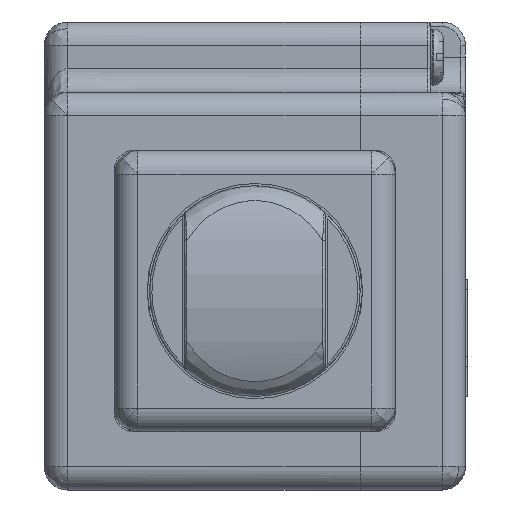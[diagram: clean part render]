
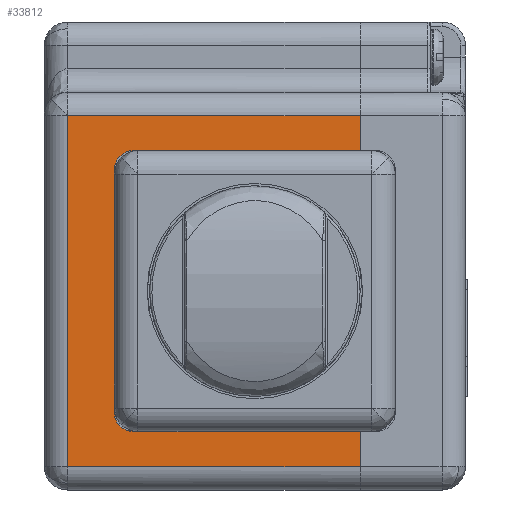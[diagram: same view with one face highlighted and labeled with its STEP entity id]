
A CAD part, front view. The second image highlights one B-rep face of the part: STEP entity #33812.
In plain terms, the highlighted planar face has unit normal (0, -1, 0).
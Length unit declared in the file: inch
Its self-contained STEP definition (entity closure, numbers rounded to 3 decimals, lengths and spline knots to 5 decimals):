
#3 = LINE ( 'NONE', #24936, #34944 ) ;
#169 = VECTOR ( 'NONE', #5271, 39.37008 ) ;
#886 = LINE ( 'NONE', #26643, #51444 ) ;
#2705 = LINE ( 'NONE', #32558, #32480 ) ;
#3249 = DIRECTION ( 'NONE',  ( 0., 0., 1. ) ) ;
#3265 = VERTEX_POINT ( 'NONE', #34134 ) ;
#3284 = EDGE_CURVE ( 'NONE', #21138, #31126, #3, .T. ) ;
#3590 = AXIS2_PLACEMENT_3D ( 'NONE', #31445, #35773, #10498 ) ;
#5098 = ORIENTED_EDGE ( 'NONE', *, *, #44396, .T. ) ;
#5271 = DIRECTION ( 'NONE',  ( 1., 0., 0. ) ) ;
#7991 = VERTEX_POINT ( 'NONE', #11158 ) ;
#8876 = EDGE_CURVE ( 'NONE', #30740, #3265, #886, .T. ) ;
#10498 = DIRECTION ( 'NONE',  ( 0., 0., 1. ) ) ;
#11158 = CARTESIAN_POINT ( 'NONE',  ( 0.17717, -0.25984, 0.23622 ) ) ;
#11219 = FACE_OUTER_BOUND ( 'NONE', #46980, .T. ) ;
#11510 = CARTESIAN_POINT ( 'NONE',  ( 0., -0.25984, -0.33465 ) ) ;
#12922 = DIRECTION ( 'NONE',  ( 0., 0., -1. ) ) ;
#13639 = ORIENTED_EDGE ( 'NONE', *, *, #3284, .T. ) ;
#15710 = CIRCLE ( 'NONE', #3590, 0.0315 ) ;
#16488 = CARTESIAN_POINT ( 'NONE',  ( -0.31496, -0.25984, -0.29528 ) ) ;
#16928 = AXIS2_PLACEMENT_3D ( 'NONE', #33662, #17116, #46197 ) ;
#17010 = LINE ( 'NONE', #21635, #21740 ) ;
#17116 = DIRECTION ( 'NONE',  ( 0., 1., 0. ) ) ;
#17263 = CARTESIAN_POINT ( 'NONE',  ( 0.17717, -0.25984, -0.33465 ) ) ;
#17384 = DIRECTION ( 'NONE',  ( -1., 0., 0. ) ) ;
#17559 = EDGE_CURVE ( 'NONE', #37746, #49839, #15710, .T. ) ;
#18081 = LINE ( 'NONE', #46870, #40943 ) ;
#19695 = VERTEX_POINT ( 'NONE', #50573 ) ;
#19710 = AXIS2_PLACEMENT_3D ( 'NONE', #11510, #20234, #28116 ) ;
#20234 = DIRECTION ( 'NONE',  ( 0., -1., 0. ) ) ;
#20344 = LINE ( 'NONE', #36588, #26422 ) ;
#20919 = CARTESIAN_POINT ( 'NONE',  ( -0.20472, -0.25984, 0.23622 ) ) ;
#21044 = EDGE_CURVE ( 'NONE', #21138, #3265, #20344, .T. ) ;
#21138 = VERTEX_POINT ( 'NONE', #16488 ) ;
#21393 = DIRECTION ( 'NONE',  ( -1., 0., 0. ) ) ;
#21635 = CARTESIAN_POINT ( 'NONE',  ( 0., -0.25984, -0.23622 ) ) ;
#21740 = VECTOR ( 'NONE', #21393, 39.37008 ) ;
#23760 = PLANE ( 'NONE',  #19710 ) ;
#24936 = CARTESIAN_POINT ( 'NONE',  ( 0., -0.25984, -0.29528 ) ) ;
#26210 = EDGE_CURVE ( 'NONE', #19695, #37746, #18081, .T. ) ;
#26422 = VECTOR ( 'NONE', #3249, 39.37008 ) ;
#26643 = CARTESIAN_POINT ( 'NONE',  ( 0., -0.25984, 0.29528 ) ) ;
#26945 = ORIENTED_EDGE ( 'NONE', *, *, #17559, .T. ) ;
#27034 = DIRECTION ( 'NONE',  ( 0., 0., 1. ) ) ;
#27075 = ORIENTED_EDGE ( 'NONE', *, *, #41961, .T. ) ;
#27668 = CARTESIAN_POINT ( 'NONE',  ( -0.20472, -0.25984, -0.23622 ) ) ;
#27754 = ORIENTED_EDGE ( 'NONE', *, *, #48749, .T. ) ;
#28116 = DIRECTION ( 'NONE',  ( 0., 0., -1. ) ) ;
#28626 = EDGE_CURVE ( 'NONE', #45135, #31126, #37648, .T. ) ;
#29717 = ORIENTED_EDGE ( 'NONE', *, *, #26210, .T. ) ;
#30137 = VERTEX_POINT ( 'NONE', #27668 ) ;
#30740 = VERTEX_POINT ( 'NONE', #45725 ) ;
#31126 = VERTEX_POINT ( 'NONE', #49848 ) ;
#31445 = CARTESIAN_POINT ( 'NONE',  ( -0.20472, -0.25984, 0.20472 ) ) ;
#31694 = EDGE_CURVE ( 'NONE', #7991, #30740, #2705, .T. ) ;
#32480 = VECTOR ( 'NONE', #53484, 39.37008 ) ;
#32558 = CARTESIAN_POINT ( 'NONE',  ( 0.17717, -0.25984, -0.33465 ) ) ;
#33662 = CARTESIAN_POINT ( 'NONE',  ( -0.20472, -0.25984, -0.20472 ) ) ;
#33812 = ADVANCED_FACE ( 'NONE', ( #11219 ), #23760, .T. ) ;
#34134 = CARTESIAN_POINT ( 'NONE',  ( -0.31496, -0.25984, 0.29528 ) ) ;
#34944 = VECTOR ( 'NONE', #38802, 39.37008 ) ;
#35360 = ORIENTED_EDGE ( 'NONE', *, *, #28626, .F. ) ;
#35773 = DIRECTION ( 'NONE',  ( 0., 1., 0. ) ) ;
#36588 = CARTESIAN_POINT ( 'NONE',  ( -0.31496, -0.25984, 0.33881 ) ) ;
#37648 = LINE ( 'NONE', #17263, #43745 ) ;
#37746 = VERTEX_POINT ( 'NONE', #45893 ) ;
#38466 = CARTESIAN_POINT ( 'NONE',  ( 0.17717, -0.25984, -0.23622 ) ) ;
#38802 = DIRECTION ( 'NONE',  ( 1., 0., 0. ) ) ;
#38908 = ORIENTED_EDGE ( 'NONE', *, *, #21044, .F. ) ;
#40943 = VECTOR ( 'NONE', #27034, 39.37008 ) ;
#41932 = ORIENTED_EDGE ( 'NONE', *, *, #8876, .T. ) ;
#41961 = EDGE_CURVE ( 'NONE', #45135, #30137, #17010, .T. ) ;
#42100 = CIRCLE ( 'NONE', #16928, 0.0315 ) ;
#42454 = ORIENTED_EDGE ( 'NONE', *, *, #31694, .T. ) ;
#42792 = LINE ( 'NONE', #46039, #169 ) ;
#43745 = VECTOR ( 'NONE', #12922, 39.37008 ) ;
#44396 = EDGE_CURVE ( 'NONE', #49839, #7991, #42792, .T. ) ;
#45135 = VERTEX_POINT ( 'NONE', #38466 ) ;
#45725 = CARTESIAN_POINT ( 'NONE',  ( 0.17717, -0.25984, 0.29528 ) ) ;
#45893 = CARTESIAN_POINT ( 'NONE',  ( -0.23622, -0.25984, 0.20472 ) ) ;
#46039 = CARTESIAN_POINT ( 'NONE',  ( 0., -0.25984, 0.23622 ) ) ;
#46197 = DIRECTION ( 'NONE',  ( 0., 0., 1. ) ) ;
#46870 = CARTESIAN_POINT ( 'NONE',  ( -0.23622, -0.25984, -0.33465 ) ) ;
#46980 = EDGE_LOOP ( 'NONE', ( #13639, #35360, #27075, #27754, #29717, #26945, #5098, #42454, #41932, #38908 ) ) ;
#48749 = EDGE_CURVE ( 'NONE', #30137, #19695, #42100, .T. ) ;
#49839 = VERTEX_POINT ( 'NONE', #20919 ) ;
#49848 = CARTESIAN_POINT ( 'NONE',  ( 0.17717, -0.25984, -0.29528 ) ) ;
#50573 = CARTESIAN_POINT ( 'NONE',  ( -0.23622, -0.25984, -0.20472 ) ) ;
#51444 = VECTOR ( 'NONE', #17384, 39.37008 ) ;
#53484 = DIRECTION ( 'NONE',  ( 0., 0., 1. ) ) ;
